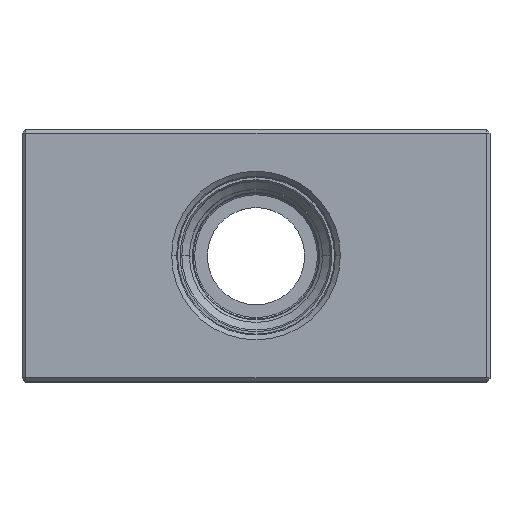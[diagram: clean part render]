
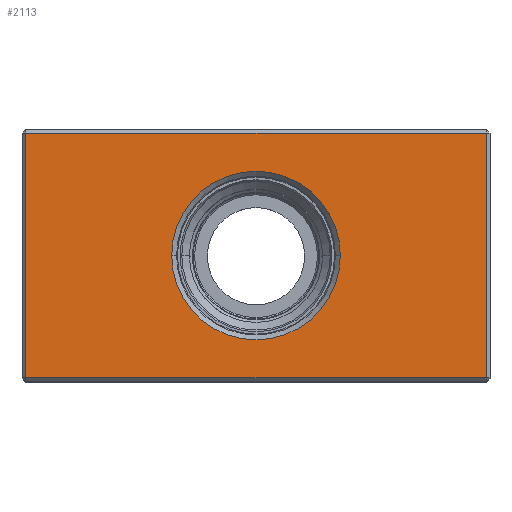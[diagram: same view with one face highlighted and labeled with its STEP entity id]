
A CAD part, top view. The second image highlights one B-rep face of the part: STEP entity #2113.
In plain terms, the highlighted planar face has unit normal (0, 0, 1).
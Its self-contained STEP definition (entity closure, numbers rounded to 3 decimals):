
#6 = VECTOR ( 'NONE', #178, 1000. ) ;
#123 = AXIS2_PLACEMENT_3D ( 'NONE', #347, #3910, #864 ) ;
#178 = DIRECTION ( 'NONE',  ( 1., 0., 0. ) ) ;
#194 = CARTESIAN_POINT ( 'NONE',  ( 0., 0.5, 0. ) ) ;
#278 = EDGE_LOOP ( 'NONE', ( #831, #2045, #5263, #5294 ) ) ;
#340 = VERTEX_POINT ( 'NONE', #2321 ) ;
#347 = CARTESIAN_POINT ( 'NONE',  ( 0., 0., 0. ) ) ;
#416 = FACE_BOUND ( 'NONE', #3346, .T. ) ;
#429 = VERTEX_POINT ( 'NONE', #833 ) ;
#546 = CARTESIAN_POINT ( 'NONE',  ( -32.5, 17.5, 0. ) ) ;
#831 = ORIENTED_EDGE ( 'NONE', *, *, #5319, .T. ) ;
#833 = CARTESIAN_POINT ( 'NONE',  ( -64.5, 0.5, 0. ) ) ;
#864 = DIRECTION ( 'NONE',  ( -1., 0., 0. ) ) ;
#908 = CARTESIAN_POINT ( 'NONE',  ( -0.5, 0.5, 0. ) ) ;
#1007 = VERTEX_POINT ( 'NONE', #5395 ) ;
#1078 = DIRECTION ( 'NONE',  ( 1., 0., 0. ) ) ;
#1386 = ORIENTED_EDGE ( 'NONE', *, *, #4640, .F. ) ;
#1709 = DIRECTION ( 'NONE',  ( -1., 0., 0. ) ) ;
#1763 = FACE_OUTER_BOUND ( 'NONE', #278, .T. ) ;
#2045 = ORIENTED_EDGE ( 'NONE', *, *, #5197, .T. ) ;
#2113 = ADVANCED_FACE ( 'NONE', ( #1763, #416 ), #4913, .F. ) ;
#2201 = CARTESIAN_POINT ( 'NONE',  ( -32.5, 17.5, 0. ) ) ;
#2232 = VERTEX_POINT ( 'NONE', #908 ) ;
#2237 = VECTOR ( 'NONE', #5640, 1000. ) ;
#2321 = CARTESIAN_POINT ( 'NONE',  ( -0.5, 34.5, 0. ) ) ;
#2455 = CARTESIAN_POINT ( 'NONE',  ( -64.5, 0., 0. ) ) ;
#2464 = VECTOR ( 'NONE', #3453, 1000. ) ;
#2657 = EDGE_CURVE ( 'NONE', #429, #2232, #5250, .T. ) ;
#2705 = DIRECTION ( 'NONE',  ( 1., 0., 0. ) ) ;
#2881 = EDGE_CURVE ( 'NONE', #2232, #340, #3756, .T. ) ;
#3307 = AXIS2_PLACEMENT_3D ( 'NONE', #2201, #5771, #2705 ) ;
#3322 = LINE ( 'NONE', #4650, #6065 ) ;
#3346 = EDGE_LOOP ( 'NONE', ( #6006, #1386 ) ) ;
#3423 = EDGE_CURVE ( 'NONE', #1007, #6353, #4155, .T. ) ;
#3453 = DIRECTION ( 'NONE',  ( 0., -1., 0. ) ) ;
#3756 = LINE ( 'NONE', #4102, #2237 ) ;
#3910 = DIRECTION ( 'NONE',  ( 0., 0., -1. ) ) ;
#4102 = CARTESIAN_POINT ( 'NONE',  ( -0.5, 35., 0. ) ) ;
#4114 = DIRECTION ( 'NONE',  ( 0., 0., 1. ) ) ;
#4155 = CIRCLE ( 'NONE', #3307, 11.71 ) ;
#4379 = CIRCLE ( 'NONE', #6591, 11.71 ) ;
#4640 = EDGE_CURVE ( 'NONE', #6353, #1007, #4379, .T. ) ;
#4650 = CARTESIAN_POINT ( 'NONE',  ( -65., 34.5, 0. ) ) ;
#4913 = PLANE ( 'NONE',  #123 ) ;
#5197 = EDGE_CURVE ( 'NONE', #5222, #429, #6541, .T. ) ;
#5222 = VERTEX_POINT ( 'NONE', #6568 ) ;
#5250 = LINE ( 'NONE', #194, #6 ) ;
#5263 = ORIENTED_EDGE ( 'NONE', *, *, #2657, .T. ) ;
#5294 = ORIENTED_EDGE ( 'NONE', *, *, #2881, .T. ) ;
#5319 = EDGE_CURVE ( 'NONE', #340, #5222, #3322, .T. ) ;
#5395 = CARTESIAN_POINT ( 'NONE',  ( -20.79, 17.5, 0. ) ) ;
#5640 = DIRECTION ( 'NONE',  ( 0., 1., 0. ) ) ;
#5674 = CARTESIAN_POINT ( 'NONE',  ( -44.21, 17.5, 0. ) ) ;
#5771 = DIRECTION ( 'NONE',  ( 0., 0., 1. ) ) ;
#6006 = ORIENTED_EDGE ( 'NONE', *, *, #3423, .F. ) ;
#6065 = VECTOR ( 'NONE', #1709, 1000. ) ;
#6353 = VERTEX_POINT ( 'NONE', #5674 ) ;
#6541 = LINE ( 'NONE', #2455, #2464 ) ;
#6568 = CARTESIAN_POINT ( 'NONE',  ( -64.5, 34.5, 0. ) ) ;
#6591 = AXIS2_PLACEMENT_3D ( 'NONE', #546, #4114, #1078 ) ;
